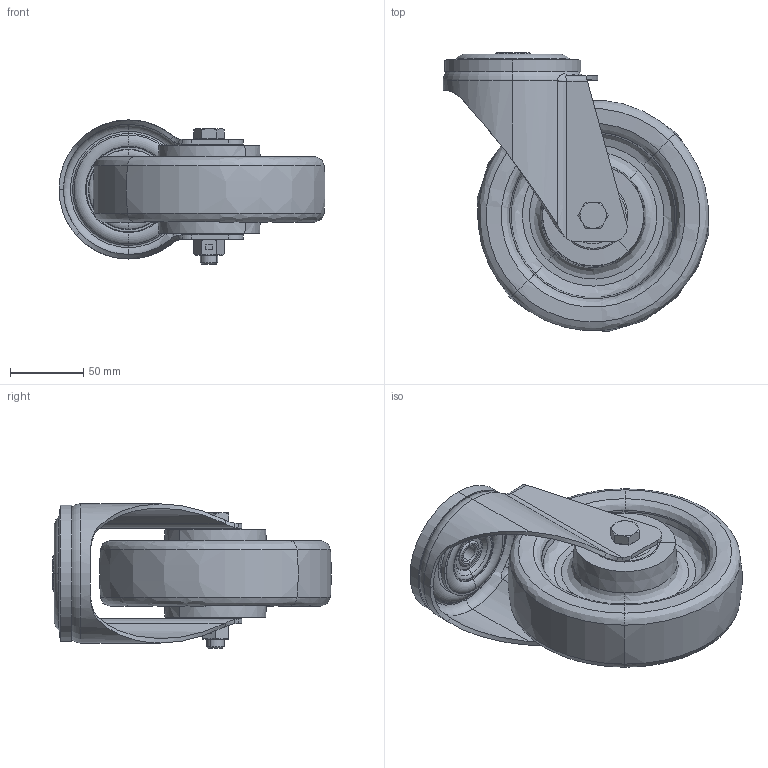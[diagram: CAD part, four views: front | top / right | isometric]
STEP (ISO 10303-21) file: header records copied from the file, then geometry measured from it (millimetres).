
FILE_DESCRIPTION (( 'STEP AP214' ), '1' );
FILE_NAME ('0055696.step', '2023-11-16T08:09:10', ( '' ), ( '' ), 'SwSTEP 2.0', 'SolidWorks 2020', '' );
FILE_SCHEMA (( 'AUTOMOTIVE_DESIGN' ));
Length unit declared in the file: millimetre
Products named in the file (1): 0055696
Bounding box: 181.56 x 190.07 x 98.5 mm (x, y, z)
Volume: 821963.3 mm3; surface area: 261539.6 mm2
Topology: 28 solids, 29 shells, 623 faces, 1414 edges, 842 vertices
Faces by surface type: plane 149, cylinder 135, bspline 110, cone 103, torus 102, sphere 24
Entity records: 29937 total; most frequent: CARTESIAN_POINT 9567, DIRECTION 2810, ORIENTED_EDGE 2732, EDGE_CURVE 1366, AXIS2_PLACEMENT_3D 1212, VERTEX_POINT 818, CIRCLE 698, EDGE_LOOP 684
